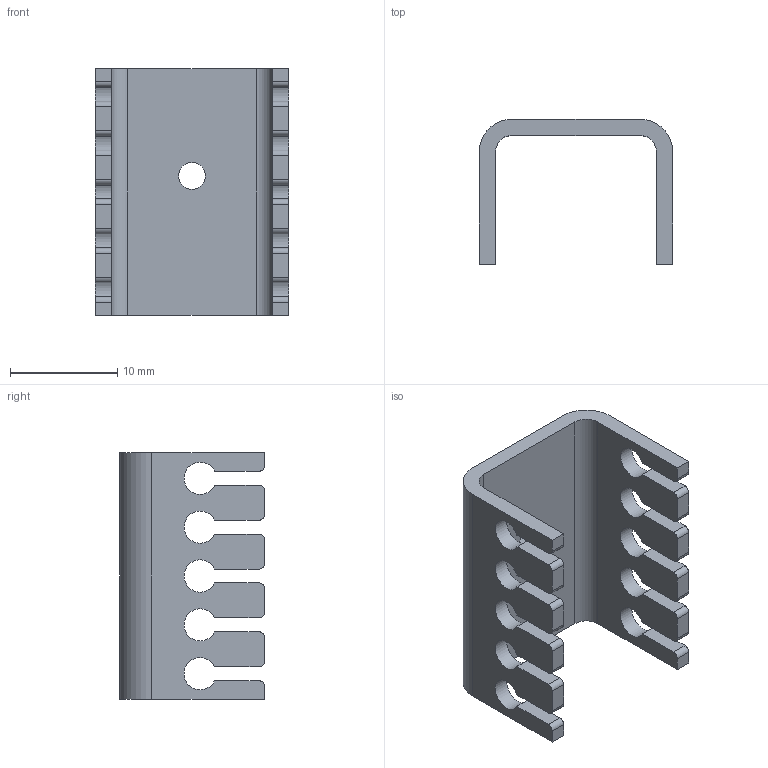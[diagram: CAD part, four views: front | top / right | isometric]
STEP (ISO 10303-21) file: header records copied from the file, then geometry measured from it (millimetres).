
FILE_DESCRIPTION(('FreeCAD Model'),'2;1');
FILE_NAME('KUEHLKOERPER_TO220.step','2020-10-07T19:05:44',('Author'),(''), 'Open CASCADE STEP processor 7.4','FreeCAD','Unknown');
FILE_SCHEMA(('AUTOMOTIVE_DESIGN { 1 0 10303 214 1 1 1 1 }'));
Length unit declared in the file: millimetre
Products named in the file (1): KUEHLKOERPER_TO220
Bounding box: 18 x 13.5 x 23 mm (x, y, z)
Volume: 1178.8 mm3; surface area: 2007.2 mm2
Topology: 1 solids, 1 shells, 75 faces, 219 edges, 146 vertices
Faces by surface type: plane 40, cylinder 35
Full cylindrical faces by diameter (mm): 2.5 x1
Entity records: 5493 total; most frequent: CARTESIAN_POINT 1113, DIRECTION 840, LINE 517, VECTOR 517, ORIENTED_EDGE 438, PCURVE 438, DEFINITIONAL_REPRESENTATION 438, EDGE_CURVE 219
